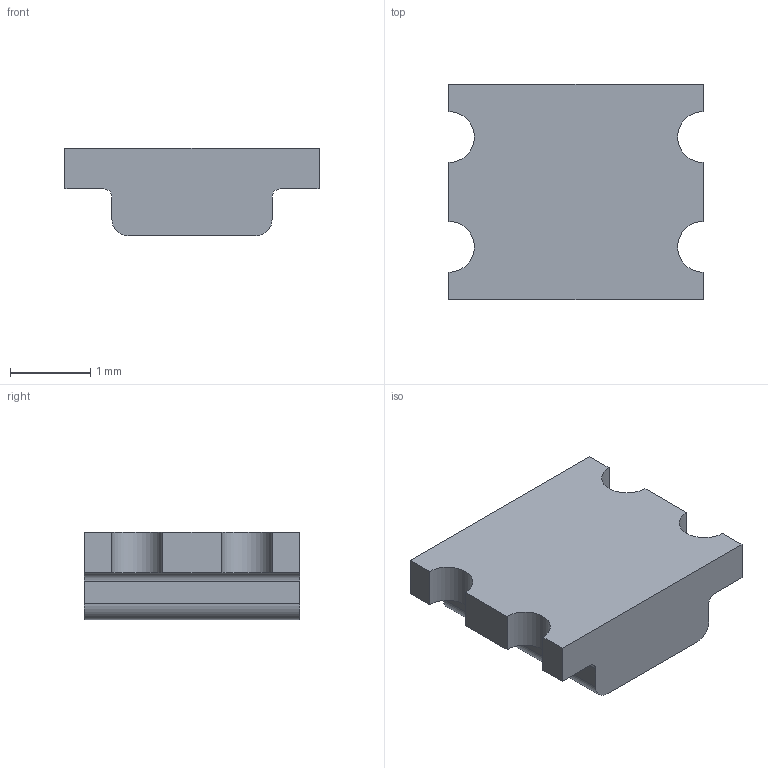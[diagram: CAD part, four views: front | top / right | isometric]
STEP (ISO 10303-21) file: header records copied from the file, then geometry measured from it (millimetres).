
FILE_DESCRIPTION((''),'2;1');
FILE_NAME('User Library-1210 2 color LED.stp','2012-07-04T10:51:34',('RoDe'),(''),'Autodesk Inventor 2012','Autodesk Inventor 2012','');
FILE_SCHEMA(('AUTOMOTIVE_DESIGN { 1 0 10303 214 1 1 1 1 }'));
Length unit declared in the file: inch
Products named in the file (1): User Library-1210 2 color LED
Bounding box: 3.17 x 2.69 x 1.09 mm (x, y, z)
Volume: 7.1 mm3; surface area: 27.3 mm2
Topology: 1 solids, 1 shells, 26 faces, 70 edges, 46 vertices
Faces by surface type: plane 18, cylinder 8
Entity records: 865 total; most frequent: CARTESIAN_POINT 143, DIRECTION 140, ORIENTED_EDGE 140, EDGE_CURVE 70, VECTOR 54, LINE 54, VERTEX_POINT 46, AXIS2_PLACEMENT_3D 43
